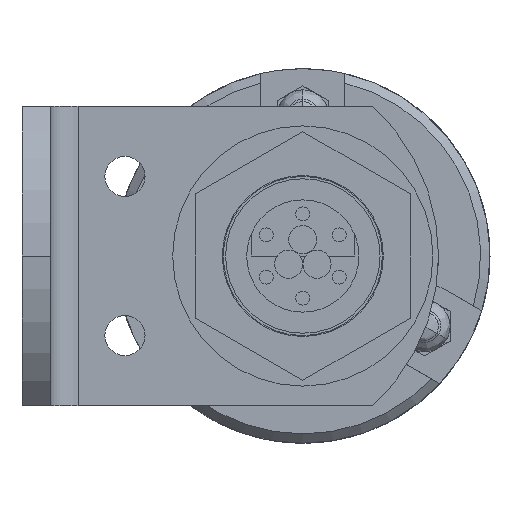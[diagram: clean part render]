
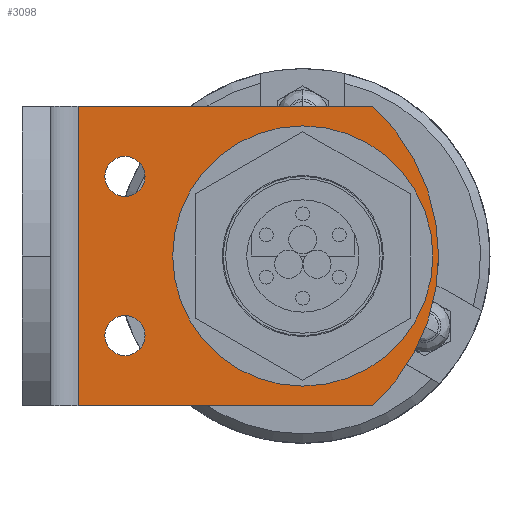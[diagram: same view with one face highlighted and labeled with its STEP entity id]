
A CAD part, front view. The second image highlights one B-rep face of the part: STEP entity #3098.
In plain terms, the highlighted planar face has unit normal (0, -1, 0).
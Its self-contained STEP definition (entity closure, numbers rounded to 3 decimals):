
#154 = DIRECTION ( 'NONE',  ( 0., -1., 0. ) ) ;
#267 = DIRECTION ( 'NONE',  ( 0., 0., -1. ) ) ;
#291 = EDGE_CURVE ( 'NONE', #2127, #961, #10173, .T. ) ;
#393 = CIRCLE ( 'NONE', #2668, 2.15 ) ;
#640 = CARTESIAN_POINT ( 'NONE',  ( -24., -287.5, -16. ) ) ;
#731 = CARTESIAN_POINT ( 'NONE',  ( -7.286, -287.5, 0. ) ) ;
#760 = CARTESIAN_POINT ( 'NONE',  ( -19., -287.5, -10.65 ) ) ;
#961 = VERTEX_POINT ( 'NONE', #1115 ) ;
#1000 = CARTESIAN_POINT ( 'NONE',  ( 7.5, -287.5, -16. ) ) ;
#1009 = DIRECTION ( 'NONE',  ( 0., -1., 0. ) ) ;
#1046 = LINE ( 'NONE', #5708, #5741 ) ;
#1115 = CARTESIAN_POINT ( 'NONE',  ( 7.5, -287.5, 16. ) ) ;
#1464 = FACE_BOUND ( 'NONE', #6533, .T. ) ;
#1666 = ORIENTED_EDGE ( 'NONE', *, *, #11325, .F. ) ;
#1669 = ORIENTED_EDGE ( 'NONE', *, *, #4848, .T. ) ;
#1674 = DIRECTION ( 'NONE',  ( 0., 0., -1. ) ) ;
#1888 = CARTESIAN_POINT ( 'NONE',  ( -19., -287.5, 6.35 ) ) ;
#1927 = CARTESIAN_POINT ( 'NONE',  ( -19., -287.5, 8.5 ) ) ;
#1949 = PLANE ( 'NONE',  #2313 ) ;
#2081 = DIRECTION ( 'NONE',  ( -1., 0., 0. ) ) ;
#2127 = VERTEX_POINT ( 'NONE', #1000 ) ;
#2244 = VERTEX_POINT ( 'NONE', #9565 ) ;
#2313 = AXIS2_PLACEMENT_3D ( 'NONE', #2895, #1009, #10330 ) ;
#2374 = VERTEX_POINT ( 'NONE', #7895 ) ;
#2549 = VERTEX_POINT ( 'NONE', #8167 ) ;
#2668 = AXIS2_PLACEMENT_3D ( 'NONE', #5428, #11915, #6392 ) ;
#2872 = DIRECTION ( 'NONE',  ( 0., 0., -1. ) ) ;
#2895 = CARTESIAN_POINT ( 'NONE',  ( 14.5, -287.5, 16. ) ) ;
#2900 = CIRCLE ( 'NONE', #3850, 2.15 ) ;
#2952 = CARTESIAN_POINT ( 'NONE',  ( -19., -287.5, 8.5 ) ) ;
#3098 = ADVANCED_FACE ( 'NONE', ( #6792, #1464, #8922, #11370 ), #1949, .T. ) ;
#3133 = EDGE_CURVE ( 'NONE', #5923, #2374, #10788, .T. ) ;
#3236 = ORIENTED_EDGE ( 'NONE', *, *, #5908, .F. ) ;
#3756 = ORIENTED_EDGE ( 'NONE', *, *, #8750, .T. ) ;
#3780 = CARTESIAN_POINT ( 'NONE',  ( 14.5, -287.5, -16. ) ) ;
#3850 = AXIS2_PLACEMENT_3D ( 'NONE', #1927, #8470, #2872 ) ;
#3893 = DIRECTION ( 'NONE',  ( 0., 0., -1. ) ) ;
#4157 = AXIS2_PLACEMENT_3D ( 'NONE', #731, #7307, #1674 ) ;
#4304 = CIRCLE ( 'NONE', #11950, 2.15 ) ;
#4745 = CARTESIAN_POINT ( 'NONE',  ( 0., -287.5, 0. ) ) ;
#4771 = DIRECTION ( 'NONE',  ( 0., 0., -1. ) ) ;
#4848 = EDGE_CURVE ( 'NONE', #961, #8422, #5844, .T. ) ;
#5118 = CARTESIAN_POINT ( 'NONE',  ( 0., -287.5, -8.6 ) ) ;
#5165 = ORIENTED_EDGE ( 'NONE', *, *, #6039, .F. ) ;
#5428 = CARTESIAN_POINT ( 'NONE',  ( -19., -287.5, -8.5 ) ) ;
#5685 = DIRECTION ( 'NONE',  ( 0., 0., -1. ) ) ;
#5708 = CARTESIAN_POINT ( 'NONE',  ( -24., -287.5, 16. ) ) ;
#5741 = VECTOR ( 'NONE', #4771, 1000. ) ;
#5751 = CARTESIAN_POINT ( 'NONE',  ( -19., -287.5, -8.5 ) ) ;
#5844 = LINE ( 'NONE', #8615, #8315 ) ;
#5863 = DIRECTION ( 'NONE',  ( 0., -1., 0. ) ) ;
#5908 = EDGE_CURVE ( 'NONE', #2374, #5923, #393, .T. ) ;
#5923 = VERTEX_POINT ( 'NONE', #760 ) ;
#6039 = EDGE_CURVE ( 'NONE', #8978, #2549, #11027, .T. ) ;
#6392 = DIRECTION ( 'NONE',  ( 0., 0., -1. ) ) ;
#6533 = EDGE_LOOP ( 'NONE', ( #3236, #11676 ) ) ;
#6572 = EDGE_LOOP ( 'NONE', ( #7682, #5165 ) ) ;
#6729 = DIRECTION ( 'NONE',  ( 0., 0., -1. ) ) ;
#6732 = LINE ( 'NONE', #3780, #8870 ) ;
#6792 = FACE_BOUND ( 'NONE', #10421, .T. ) ;
#7307 = DIRECTION ( 'NONE',  ( 0., -1., 0. ) ) ;
#7674 = ORIENTED_EDGE ( 'NONE', *, *, #11297, .F. ) ;
#7677 = AXIS2_PLACEMENT_3D ( 'NONE', #11396, #5863, #267 ) ;
#7682 = ORIENTED_EDGE ( 'NONE', *, *, #9235, .F. ) ;
#7765 = EDGE_CURVE ( 'NONE', #2244, #9674, #4304, .T. ) ;
#7831 = ORIENTED_EDGE ( 'NONE', *, *, #7765, .F. ) ;
#7895 = CARTESIAN_POINT ( 'NONE',  ( -19., -287.5, -6.35 ) ) ;
#8167 = CARTESIAN_POINT ( 'NONE',  ( 0., -287.5, 8.6 ) ) ;
#8315 = VECTOR ( 'NONE', #2081, 1000. ) ;
#8422 = VERTEX_POINT ( 'NONE', #9879 ) ;
#8470 = DIRECTION ( 'NONE',  ( 0., -1., 0. ) ) ;
#8615 = CARTESIAN_POINT ( 'NONE',  ( 14.5, -287.5, 16. ) ) ;
#8668 = EDGE_LOOP ( 'NONE', ( #1666, #10290, #1669, #3756 ) ) ;
#8750 = EDGE_CURVE ( 'NONE', #8422, #11571, #1046, .T. ) ;
#8870 = VECTOR ( 'NONE', #11264, 1000. ) ;
#8922 = FACE_BOUND ( 'NONE', #6572, .T. ) ;
#8978 = VERTEX_POINT ( 'NONE', #5118 ) ;
#9235 = EDGE_CURVE ( 'NONE', #2549, #8978, #10207, .T. ) ;
#9486 = DIRECTION ( 'NONE',  ( 0., -1., 0. ) ) ;
#9565 = CARTESIAN_POINT ( 'NONE',  ( -19., -287.5, 10.65 ) ) ;
#9674 = VERTEX_POINT ( 'NONE', #1888 ) ;
#9879 = CARTESIAN_POINT ( 'NONE',  ( -24., -287.5, 16. ) ) ;
#10173 = CIRCLE ( 'NONE', #4157, 21.786 ) ;
#10207 = CIRCLE ( 'NONE', #7677, 8.6 ) ;
#10290 = ORIENTED_EDGE ( 'NONE', *, *, #291, .T. ) ;
#10330 = DIRECTION ( 'NONE',  ( 0., 0., -1. ) ) ;
#10421 = EDGE_LOOP ( 'NONE', ( #7831, #7674 ) ) ;
#10788 = CIRCLE ( 'NONE', #11274, 2.15 ) ;
#11027 = CIRCLE ( 'NONE', #11374, 8.6 ) ;
#11219 = DIRECTION ( 'NONE',  ( 0., -1., 0. ) ) ;
#11264 = DIRECTION ( 'NONE',  ( -1., 0., 0. ) ) ;
#11274 = AXIS2_PLACEMENT_3D ( 'NONE', #5751, #154, #6729 ) ;
#11297 = EDGE_CURVE ( 'NONE', #9674, #2244, #2900, .T. ) ;
#11325 = EDGE_CURVE ( 'NONE', #2127, #11571, #6732, .T. ) ;
#11370 = FACE_OUTER_BOUND ( 'NONE', #8668, .T. ) ;
#11374 = AXIS2_PLACEMENT_3D ( 'NONE', #4745, #11219, #5685 ) ;
#11396 = CARTESIAN_POINT ( 'NONE',  ( 0., -287.5, 0. ) ) ;
#11571 = VERTEX_POINT ( 'NONE', #640 ) ;
#11676 = ORIENTED_EDGE ( 'NONE', *, *, #3133, .F. ) ;
#11915 = DIRECTION ( 'NONE',  ( 0., -1., 0. ) ) ;
#11950 = AXIS2_PLACEMENT_3D ( 'NONE', #2952, #9486, #3893 ) ;
